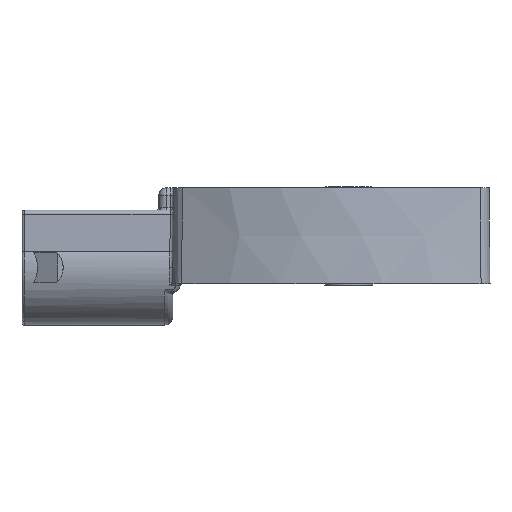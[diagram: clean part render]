
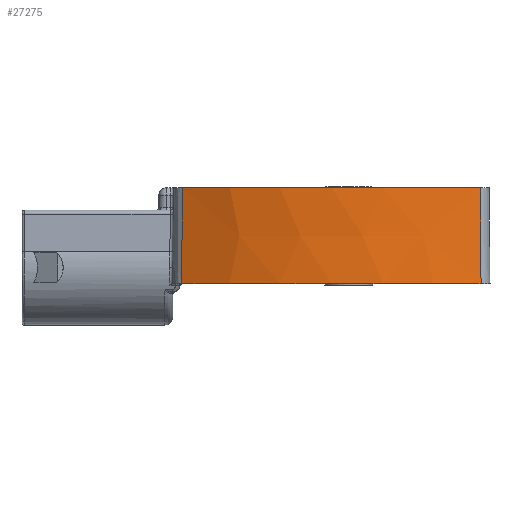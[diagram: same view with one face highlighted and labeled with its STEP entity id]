
A CAD part, front view. The second image highlights one B-rep face of the part: STEP entity #27275.
In plain terms, the highlighted conical face has half-angle 0.5 degrees and reference radius 40 mm.
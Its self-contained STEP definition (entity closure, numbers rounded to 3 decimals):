
#233 = DIRECTION ( 'NONE',  ( 0., 0., -1. ) ) ;
#3065 = EDGE_LOOP ( 'NONE', ( #47545, #40731, #52058, #44147 ) ) ;
#3409 = DIRECTION ( 'NONE',  ( 1., 0., 0. ) ) ;
#6740 = EDGE_CURVE ( 'NONE', #16159, #20623, #38599, .T. ) ;
#12065 = AXIS2_PLACEMENT_3D ( 'NONE', #46166, #51582, #3409 ) ;
#13823 = FACE_OUTER_BOUND ( 'NONE', #3065, .T. ) ;
#14765 = AXIS2_PLACEMENT_3D ( 'NONE', #31120, #233, #48702 ) ;
#15566 = CARTESIAN_POINT ( 'NONE',  ( 16.573, -15.841, -12. ) ) ;
#16159 = VERTEX_POINT ( 'NONE', #43894 ) ;
#16672 = VERTEX_POINT ( 'NONE', #15566 ) ;
#19746 = LINE ( 'NONE', #32972, #37630 ) ;
#20623 = VERTEX_POINT ( 'NONE', #35564 ) ;
#21309 = CIRCLE ( 'NONE', #12065, 40.017 ) ;
#24272 = EDGE_CURVE ( 'NONE', #42219, #20623, #19746, .T. ) ;
#25543 = VECTOR ( 'NONE', #31378, 1000. ) ;
#26519 = CARTESIAN_POINT ( 'NONE',  ( -2.2, 19.5, -10. ) ) ;
#27275 = ADVANCED_FACE ( 'NONE', ( #13823 ), #31429, .T. ) ;
#31120 = CARTESIAN_POINT ( 'NONE',  ( -2.2, 19.5, 0. ) ) ;
#31378 = DIRECTION ( 'NONE',  ( -0.004, 0.008, 1. ) ) ;
#31429 = CONICAL_SURFACE ( 'NONE', #48903, 40., 0.009 ) ;
#31914 = DIRECTION ( 'NONE',  ( 1., 0., 0. ) ) ;
#32972 = CARTESIAN_POINT ( 'NONE',  ( -20.881, -15.87, -10. ) ) ;
#35564 = CARTESIAN_POINT ( 'NONE',  ( -20.84, -15.793, 0. ) ) ;
#35578 = EDGE_CURVE ( 'NONE', #16672, #16159, #49227, .T. ) ;
#37630 = VECTOR ( 'NONE', #50820, 1000. ) ;
#38599 = CIRCLE ( 'NONE', #14765, 39.913 ) ;
#40731 = ORIENTED_EDGE ( 'NONE', *, *, #53779, .F. ) ;
#40857 = DIRECTION ( 'NONE',  ( 0., 0., -1. ) ) ;
#42219 = VERTEX_POINT ( 'NONE', #46017 ) ;
#43894 = CARTESIAN_POINT ( 'NONE',  ( 16.524, -15.748, 0. ) ) ;
#44147 = ORIENTED_EDGE ( 'NONE', *, *, #6740, .T. ) ;
#44358 = CARTESIAN_POINT ( 'NONE',  ( 16.565, -15.825, -10. ) ) ;
#46017 = CARTESIAN_POINT ( 'NONE',  ( -20.889, -15.885, -12. ) ) ;
#46166 = CARTESIAN_POINT ( 'NONE',  ( -2.2, 19.5, -12. ) ) ;
#47545 = ORIENTED_EDGE ( 'NONE', *, *, #24272, .F. ) ;
#48702 = DIRECTION ( 'NONE',  ( 1., 0., 0. ) ) ;
#48903 = AXIS2_PLACEMENT_3D ( 'NONE', #26519, #40857, #31914 ) ;
#49227 = LINE ( 'NONE', #44358, #25543 ) ;
#50820 = DIRECTION ( 'NONE',  ( 0.004, 0.008, 1. ) ) ;
#51582 = DIRECTION ( 'NONE',  ( 0., 0., -1. ) ) ;
#52058 = ORIENTED_EDGE ( 'NONE', *, *, #35578, .T. ) ;
#53779 = EDGE_CURVE ( 'NONE', #16672, #42219, #21309, .T. ) ;
